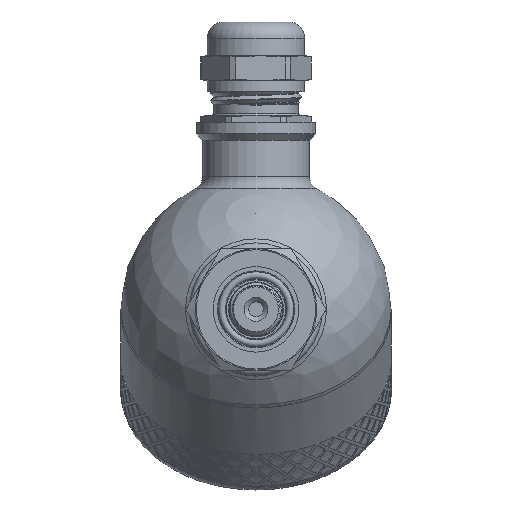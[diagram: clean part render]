
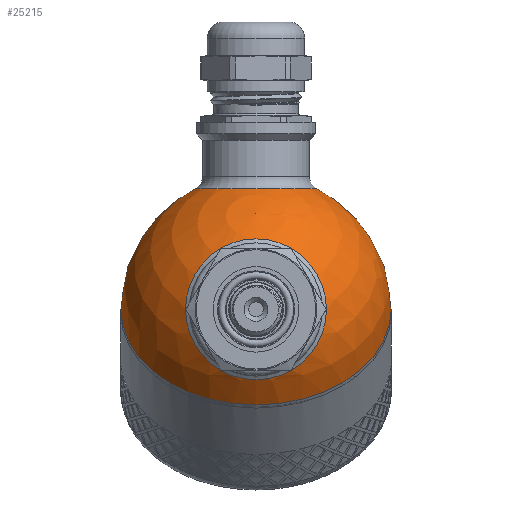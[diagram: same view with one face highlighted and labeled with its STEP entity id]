
A CAD part, left-side view. The second image highlights one B-rep face of the part: STEP entity #25215.
In plain terms, the highlighted spherical face has radius 30 mm.
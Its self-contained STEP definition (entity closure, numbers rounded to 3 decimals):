
#136=SPHERICAL_SURFACE('',#26826,30.);
#1126=FACE_BOUND('',#3771,.T.);
#1127=FACE_BOUND('',#3772,.T.);
#2114=FACE_OUTER_BOUND('',#3770,.T.);
#3770=EDGE_LOOP('',(#18282,#18283,#18284,#18285));
#3771=EDGE_LOOP('',(#18286));
#3772=EDGE_LOOP('',(#18287));
#5296=CIRCLE('',#26748,30.);
#5297=CIRCLE('',#26749,30.);
#5324=CIRCLE('',#26822,13.5);
#5327=CIRCLE('',#26827,30.);
#5328=CIRCLE('',#26828,15.643);
#9812=VERTEX_POINT('',#33816);
#9813=VERTEX_POINT('',#33818);
#10312=VERTEX_POINT('',#40205);
#10314=VERTEX_POINT('',#40212);
#10315=VERTEX_POINT('',#40214);
#12536=EDGE_CURVE('',#9812,#9813,#5296,.T.);
#12537=EDGE_CURVE('',#9813,#9812,#5297,.T.);
#13288=EDGE_CURVE('',#10312,#10312,#5324,.T.);
#13291=EDGE_CURVE('',#9813,#10314,#5327,.T.);
#13292=EDGE_CURVE('',#10315,#10315,#5328,.T.);
#18282=ORIENTED_EDGE('',*,*,#12537,.F.);
#18283=ORIENTED_EDGE('',*,*,#13291,.T.);
#18284=ORIENTED_EDGE('',*,*,#13291,.F.);
#18285=ORIENTED_EDGE('',*,*,#12536,.F.);
#18286=ORIENTED_EDGE('',*,*,#13292,.F.);
#18287=ORIENTED_EDGE('',*,*,#13288,.F.);
#25215=ADVANCED_FACE('',(#2114,#1126,#1127),#136,.T.);
#26748=AXIS2_PLACEMENT_3D('',#33819,#28210,#28211);
#26749=AXIS2_PLACEMENT_3D('',#33820,#28212,#28213);
#26822=AXIS2_PLACEMENT_3D('',#40206,#28622,#28623);
#26826=AXIS2_PLACEMENT_3D('',#40211,#28630,#28631);
#26827=AXIS2_PLACEMENT_3D('',#40213,#28632,#28633);
#26828=AXIS2_PLACEMENT_3D('',#40215,#28634,#28635);
#28210=DIRECTION('center_axis',(1.,0.,0.));
#28211=DIRECTION('ref_axis',(0.,1.,0.));
#28212=DIRECTION('center_axis',(1.,0.,0.));
#28213=DIRECTION('ref_axis',(0.,1.,0.));
#28622=DIRECTION('center_axis',(-0.707,0.,-0.707));
#28623=DIRECTION('ref_axis',(-0.707,0.,0.707));
#28630=DIRECTION('center_axis',(1.,0.,0.));
#28631=DIRECTION('ref_axis',(0.,-1.,0.));
#28632=DIRECTION('center_axis',(0.,0.,1.));
#28633=DIRECTION('ref_axis',(0.,1.,0.));
#28634=DIRECTION('center_axis',(-0.707,0.,0.707));
#28635=DIRECTION('ref_axis',(0.707,0.,0.707));
#33816=CARTESIAN_POINT('',(0.,-30.,0.));
#33818=CARTESIAN_POINT('',(0.,30.,0.));
#33819=CARTESIAN_POINT('Origin',(0.,0.,0.));
#33820=CARTESIAN_POINT('Origin',(0.,0.,0.));
#40205=CARTESIAN_POINT('',(-9.398,0.,-28.49));
#40206=CARTESIAN_POINT('Origin',(-18.944,0.,-18.944));
#40211=CARTESIAN_POINT('Origin',(0.,0.,0.));
#40212=CARTESIAN_POINT('',(-30.,0.,0.));
#40213=CARTESIAN_POINT('Origin',(0.,0.,0.));
#40214=CARTESIAN_POINT('',(-29.162,0.,7.04));
#40215=CARTESIAN_POINT('Origin',(-18.101,0.,18.101));
